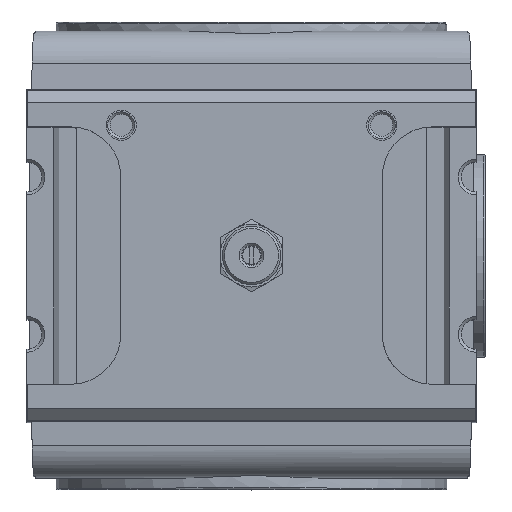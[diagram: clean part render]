
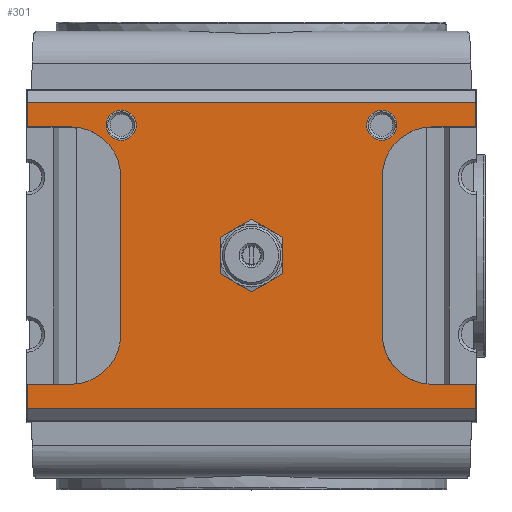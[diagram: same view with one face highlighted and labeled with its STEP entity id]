
A CAD part, top view. The second image highlights one B-rep face of the part: STEP entity #301.
In plain terms, the highlighted planar face has unit normal (0, 0, 1).
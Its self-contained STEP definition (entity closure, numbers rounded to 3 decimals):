
#301 = ADVANCED_FACE( '', ( #877, #878, #879, #880 ), #881, .F. );
#877 = FACE_BOUND( '', #1690, .T. );
#878 = FACE_BOUND( '', #1691, .T. );
#879 = FACE_BOUND( '', #1692, .T. );
#880 = FACE_OUTER_BOUND( '', #1693, .T. );
#881 = PLANE( '', #1694 );
#1690 = EDGE_LOOP( '', ( #3380 ) );
#1691 = EDGE_LOOP( '', ( #3381 ) );
#1692 = EDGE_LOOP( '', ( #3382 ) );
#1693 = EDGE_LOOP( '', ( #3383, #3384, #3385, #3386, #3387, #3388, #3389, #3390, #3391, #3392, #3393, #3394, #3395, #3396, #3397, #3398 ) );
#1694 = AXIS2_PLACEMENT_3D( '', #3399, #3400, #3401 );
#3380 = ORIENTED_EDGE( '', *, *, #5245, .T. );
#3381 = ORIENTED_EDGE( '', *, *, #5246, .T. );
#3382 = ORIENTED_EDGE( '', *, *, #4779, .T. );
#3383 = ORIENTED_EDGE( '', *, *, #4860, .F. );
#3384 = ORIENTED_EDGE( '', *, *, #4864, .F. );
#3385 = ORIENTED_EDGE( '', *, *, #4867, .F. );
#3386 = ORIENTED_EDGE( '', *, *, #4853, .F. );
#3387 = ORIENTED_EDGE( '', *, *, #4856, .F. );
#3388 = ORIENTED_EDGE( '', *, *, #5247, .F. );
#3389 = ORIENTED_EDGE( '', *, *, #5248, .T. );
#3390 = ORIENTED_EDGE( '', *, *, #5249, .T. );
#3391 = ORIENTED_EDGE( '', *, *, #4885, .F. );
#3392 = ORIENTED_EDGE( '', *, *, #4875, .F. );
#3393 = ORIENTED_EDGE( '', *, *, #4878, .F. );
#3394 = ORIENTED_EDGE( '', *, *, #4880, .F. );
#3395 = ORIENTED_EDGE( '', *, *, #4883, .F. );
#3396 = ORIENTED_EDGE( '', *, *, #5250, .T. );
#3397 = ORIENTED_EDGE( '', *, *, #5251, .F. );
#3398 = ORIENTED_EDGE( '', *, *, #5252, .F. );
#3399 = CARTESIAN_POINT( '', ( 49.85, 83.5, 51.5 ) );
#3400 = DIRECTION( '', ( 0., 0., -1. ) );
#3401 = DIRECTION( '', ( -1., 0., 0. ) );
#4779 = EDGE_CURVE( '', #5590, #5590, #5591, .T. );
#4853 = EDGE_CURVE( '', #5726, #5727, #5728, .F. );
#4856 = EDGE_CURVE( '', #5731, #5726, #5732, .T. );
#4860 = EDGE_CURVE( '', #5737, #5739, #5740, .T. );
#4864 = EDGE_CURVE( '', #5744, #5737, #5746, .F. );
#4867 = EDGE_CURVE( '', #5727, #5744, #5750, .T. );
#4875 = EDGE_CURVE( '', #5764, #5765, #5766, .F. );
#4878 = EDGE_CURVE( '', #5769, #5764, #5770, .T. );
#4880 = EDGE_CURVE( '', #5772, #5769, #5773, .F. );
#4883 = EDGE_CURVE( '', #5775, #5772, #5777, .T. );
#4885 = EDGE_CURVE( '', #5765, #5778, #5780, .T. );
#5245 = EDGE_CURVE( '', #6410, #6410, #6411, .T. );
#5246 = EDGE_CURVE( '', #6412, #6412, #6413, .T. );
#5247 = EDGE_CURVE( '', #6414, #5731, #6415, .T. );
#5248 = EDGE_CURVE( '', #6414, #6416, #6417, .T. );
#5249 = EDGE_CURVE( '', #6416, #5778, #6418, .T. );
#5250 = EDGE_CURVE( '', #5775, #6419, #6420, .T. );
#5251 = EDGE_CURVE( '', #6421, #6419, #6422, .T. );
#5252 = EDGE_CURVE( '', #5739, #6421, #6423, .T. );
#5590 = VERTEX_POINT( '', #6970 );
#5591 = CIRCLE( '', #6971, 6.45 );
#5726 = VERTEX_POINT( '', #7163 );
#5727 = VERTEX_POINT( '', #7164 );
#5728 = CIRCLE( '', #7165, 11.15 );
#5731 = VERTEX_POINT( '', #7170 );
#5732 = LINE( '', #7171, #7172 );
#5737 = VERTEX_POINT( '', #7179 );
#5739 = VERTEX_POINT( '', #7182 );
#5740 = LINE( '', #7183, #7184 );
#5744 = VERTEX_POINT( '', #7189 );
#5746 = CIRCLE( '', #7192, 11.15 );
#5750 = LINE( '', #7197, #7198 );
#5764 = VERTEX_POINT( '', #7217 );
#5765 = VERTEX_POINT( '', #7218 );
#5766 = CIRCLE( '', #7219, 11.15 );
#5769 = VERTEX_POINT( '', #7224 );
#5770 = LINE( '', #7225, #7226 );
#5772 = VERTEX_POINT( '', #7229 );
#5773 = CIRCLE( '', #7230, 11.15 );
#5775 = VERTEX_POINT( '', #7233 );
#5777 = LINE( '', #7236, #7237 );
#5778 = VERTEX_POINT( '', #7238 );
#5780 = LINE( '', #7241, #7242 );
#6410 = VERTEX_POINT( '', #8336 );
#6411 = CIRCLE( '', #8337, 3.35 );
#6412 = VERTEX_POINT( '', #8338 );
#6413 = CIRCLE( '', #8339, 3.35 );
#6414 = VERTEX_POINT( '', #8340 );
#6415 = LINE( '', #8341, #8342 );
#6416 = VERTEX_POINT( '', #8343 );
#6417 = LINE( '', #8344, #8345 );
#6418 = LINE( '', #8346, #8347 );
#6419 = VERTEX_POINT( '', #8348 );
#6420 = LINE( '', #8349, #8350 );
#6421 = VERTEX_POINT( '', #8351 );
#6422 = LINE( '', #8352, #8353 );
#6423 = LINE( '', #8354, #8355 );
#6970 = CARTESIAN_POINT( '', ( -6.45, 49.5, 51.5 ) );
#6971 = AXIS2_PLACEMENT_3D( '', #9155, #9156, #9157 );
#7163 = CARTESIAN_POINT( '', ( 40.25, 78.15, 51.5 ) );
#7164 = CARTESIAN_POINT( '', ( 29.1, 67., 51.5 ) );
#7165 = AXIS2_PLACEMENT_3D( '', #9263, #9264, #9265 );
#7170 = CARTESIAN_POINT( '', ( 49.85, 78.15, 51.5 ) );
#7171 = CARTESIAN_POINT( '', ( 49.85, 78.15, 51.5 ) );
#7172 = VECTOR( '', #9268, 1000. );
#7179 = CARTESIAN_POINT( '', ( 40.25, 20.85, 51.5 ) );
#7182 = CARTESIAN_POINT( '', ( 49.85, 20.85, 51.5 ) );
#7183 = CARTESIAN_POINT( '', ( 49.85, 20.85, 51.5 ) );
#7184 = VECTOR( '', #9272, 1000. );
#7189 = CARTESIAN_POINT( '', ( 29.1, 32., 51.5 ) );
#7192 = AXIS2_PLACEMENT_3D( '', #9278, #9279, #9280 );
#7197 = CARTESIAN_POINT( '', ( 29.1, 83.5, 51.5 ) );
#7198 = VECTOR( '', #9285, 1000. );
#7217 = CARTESIAN_POINT( '', ( -29.1, 67., 51.5 ) );
#7218 = CARTESIAN_POINT( '', ( -40.25, 78.15, 51.5 ) );
#7219 = AXIS2_PLACEMENT_3D( '', #9297, #9298, #9299 );
#7224 = CARTESIAN_POINT( '', ( -29.1, 32., 51.5 ) );
#7225 = CARTESIAN_POINT( '', ( -29.1, 83.5, 51.5 ) );
#7226 = VECTOR( '', #9302, 1000. );
#7229 = CARTESIAN_POINT( '', ( -40.25, 20.85, 51.5 ) );
#7230 = AXIS2_PLACEMENT_3D( '', #9304, #9305, #9306 );
#7233 = CARTESIAN_POINT( '', ( -49.85, 20.85, 51.5 ) );
#7236 = CARTESIAN_POINT( '', ( 49.85, 20.85, 51.5 ) );
#7237 = VECTOR( '', #9309, 1000. );
#7238 = CARTESIAN_POINT( '', ( -49.85, 78.15, 51.5 ) );
#7241 = CARTESIAN_POINT( '', ( 49.85, 78.15, 51.5 ) );
#7242 = VECTOR( '', #9311, 1000. );
#8336 = CARTESIAN_POINT( '', ( -32.35, 78.5, 51.5 ) );
#8337 = AXIS2_PLACEMENT_3D( '', #9799, #9800, #9801 );
#8338 = CARTESIAN_POINT( '', ( 25.65, 78.5, 51.5 ) );
#8339 = AXIS2_PLACEMENT_3D( '', #9802, #9803, #9804 );
#8340 = CARTESIAN_POINT( '', ( 49.85, 83.5, 51.5 ) );
#8341 = CARTESIAN_POINT( '', ( 49.85, 83.5, 51.5 ) );
#8342 = VECTOR( '', #9805, 1000. );
#8343 = CARTESIAN_POINT( '', ( -49.85, 83.5, 51.5 ) );
#8344 = CARTESIAN_POINT( '', ( 49.85, 83.5, 51.5 ) );
#8345 = VECTOR( '', #9806, 1000. );
#8346 = CARTESIAN_POINT( '', ( -49.85, 83.5, 51.5 ) );
#8347 = VECTOR( '', #9807, 1000. );
#8348 = CARTESIAN_POINT( '', ( -49.85, 15.5, 51.5 ) );
#8349 = CARTESIAN_POINT( '', ( -49.85, 83.5, 51.5 ) );
#8350 = VECTOR( '', #9808, 1000. );
#8351 = CARTESIAN_POINT( '', ( 49.85, 15.5, 51.5 ) );
#8352 = CARTESIAN_POINT( '', ( 49.85, 15.5, 51.5 ) );
#8353 = VECTOR( '', #9809, 1000. );
#8354 = CARTESIAN_POINT( '', ( 49.85, 83.5, 51.5 ) );
#8355 = VECTOR( '', #9810, 1000. );
#9155 = CARTESIAN_POINT( '', ( 0., 49.5, 51.5 ) );
#9156 = DIRECTION( '', ( 0., 0., -1. ) );
#9157 = DIRECTION( '', ( -1., 0., 0. ) );
#9263 = CARTESIAN_POINT( '', ( 40.25, 67., 51.5 ) );
#9264 = DIRECTION( '', ( 0., 0., -1. ) );
#9265 = DIRECTION( '', ( -1., 0., 0. ) );
#9268 = DIRECTION( '', ( -1., 0., 0. ) );
#9272 = DIRECTION( '', ( 1., 0., 0. ) );
#9278 = CARTESIAN_POINT( '', ( 40.25, 32., 51.5 ) );
#9279 = DIRECTION( '', ( 0., 0., -1. ) );
#9280 = DIRECTION( '', ( -1., 0., 0. ) );
#9285 = DIRECTION( '', ( 0., -1., 0. ) );
#9297 = CARTESIAN_POINT( '', ( -40.25, 67., 51.5 ) );
#9298 = DIRECTION( '', ( 0., 0., -1. ) );
#9299 = DIRECTION( '', ( -1., 0., 0. ) );
#9302 = DIRECTION( '', ( 0., 1., 0. ) );
#9304 = CARTESIAN_POINT( '', ( -40.25, 32., 51.5 ) );
#9305 = DIRECTION( '', ( 0., 0., -1. ) );
#9306 = DIRECTION( '', ( -1., 0., 0. ) );
#9309 = DIRECTION( '', ( 1., 0., 0. ) );
#9311 = DIRECTION( '', ( -1., 0., 0. ) );
#9799 = CARTESIAN_POINT( '', ( -29., 78.5, 51.5 ) );
#9800 = DIRECTION( '', ( 0., 0., -1. ) );
#9801 = DIRECTION( '', ( -1., 0., 0. ) );
#9802 = CARTESIAN_POINT( '', ( 29., 78.5, 51.5 ) );
#9803 = DIRECTION( '', ( 0., 0., -1. ) );
#9804 = DIRECTION( '', ( -1., 0., 0. ) );
#9805 = DIRECTION( '', ( 0., -1., 0. ) );
#9806 = DIRECTION( '', ( -1., 0., 0. ) );
#9807 = DIRECTION( '', ( 0., -1., 0. ) );
#9808 = DIRECTION( '', ( 0., -1., 0. ) );
#9809 = DIRECTION( '', ( -1., 0., 0. ) );
#9810 = DIRECTION( '', ( 0., -1., 0. ) );
